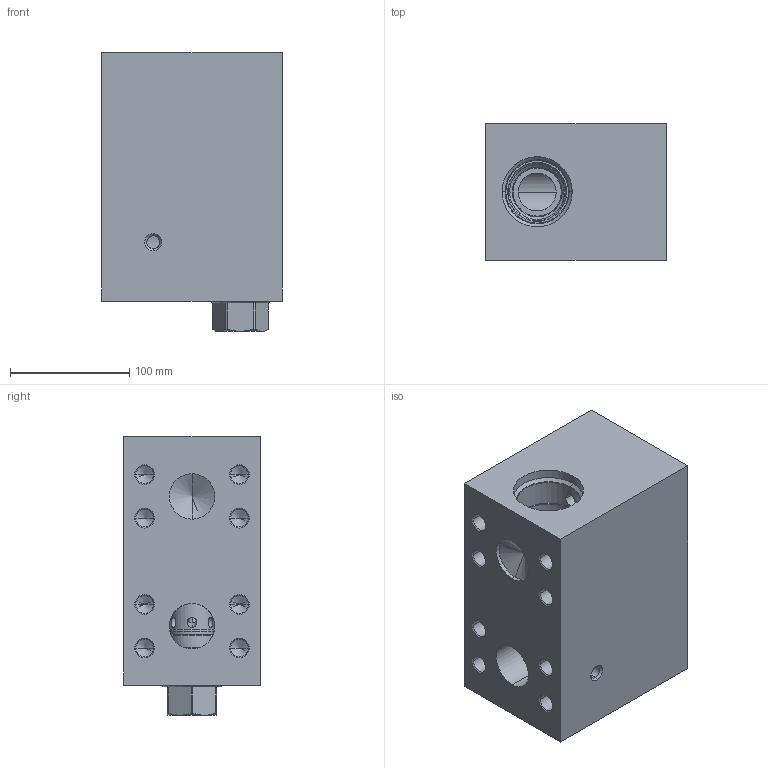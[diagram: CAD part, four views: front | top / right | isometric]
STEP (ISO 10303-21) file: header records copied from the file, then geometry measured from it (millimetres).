
FILE_DESCRIPTION((''),'2;1');
FILE_NAME('Q46_ASM','2021-02-22T',('ProEService'),(''),'PRO/ENGINEER BY PARAMETRIC TECHNOLOGY CORPORATION, 2014200','PRO/ENGINEER BY PARAMETRIC TECHNOLOGY CORPORATION, 2014200','');
FILE_SCHEMA(('CONFIG_CONTROL_DESIGN'));
Length unit declared in the file: inch
Products named in the file (3): 151-942-001; CXIDXCN; Q46_ASM
Assembly tree (2 placements, depth 2):
  Q46_ASM
    151-942-001
    CXIDXCN
Bounding box: 150.83 x 114.3 x 233.35 mm (x, y, z)
Volume: 3013779.9 mm3; surface area: 252664.8 mm2
Topology: 4 solids, 5 shells, 366 faces, 1188 edges, 958 vertices
Faces by surface type: cylinder 151, cone 118, plane 60, torus 27, revolution 8, sphere 2
Entity records: 14220 total; most frequent: CARTESIAN_POINT 4020, DIRECTION 2238, ORIENTED_EDGE 1704, EDGE_CURVE 852, AXIS2_PLACEMENT_3D 805, VECTOR 620, LINE 620, VERTEX_POINT 522
